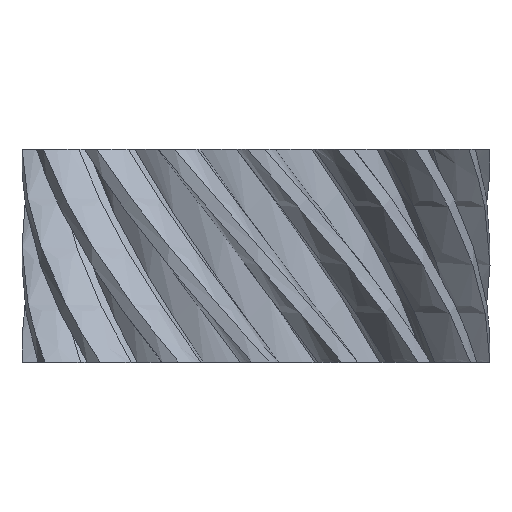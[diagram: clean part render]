
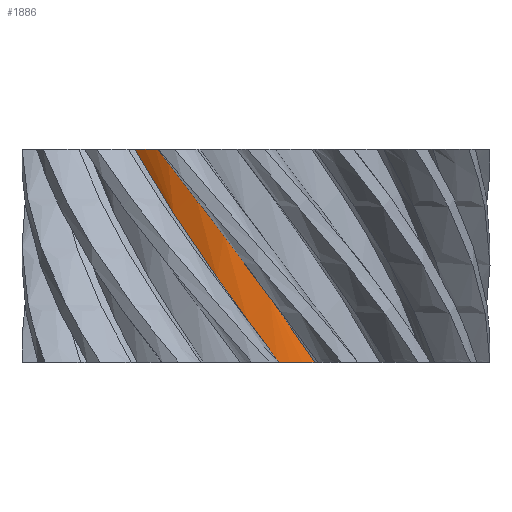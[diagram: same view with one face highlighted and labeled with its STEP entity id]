
A CAD part, top view. The second image highlights one B-rep face of the part: STEP entity #1886.
In plain terms, the highlighted cylindrical face has radius 8.943 mm (diameter 17.887 mm), a partial arc.
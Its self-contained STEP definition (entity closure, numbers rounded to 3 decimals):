
#108=CYLINDRICAL_SURFACE('',#1987,8.943);
#128=CIRCLE('',#1945,8.943);
#148=CIRCLE('',#1967,8.943);
#230=FACE_OUTER_BOUND('',#340,.T.);
#340=EDGE_LOOP('',(#1662,#1663,#1664,#1665));
#596=B_SPLINE_CURVE_WITH_KNOTS('',3,(#6420,#6421,#6422,#6423,#6424,#6425,
#6426,#6427),.UNSPECIFIED.,.F.,.F.,(4,2,2,4),(0.,0.306,
0.77,1.233),.UNSPECIFIED.);
#601=B_SPLINE_CURVE_WITH_KNOTS('',3,(#6693,#6694,#6695,#6696,#6697,#6698,
#6699,#6700),.UNSPECIFIED.,.F.,.F.,(4,2,2,4),(0.,0.306,
0.77,1.233),.UNSPECIFIED.);
#710=VERTEX_POINT('',#2440);
#711=VERTEX_POINT('',#2448);
#825=VERTEX_POINT('',#3242);
#826=VERTEX_POINT('',#3250);
#925=EDGE_CURVE('',#710,#711,#128,.F.);
#1041=EDGE_CURVE('',#826,#825,#148,.F.);
#1140=EDGE_CURVE('',#825,#711,#596,.T.);
#1145=EDGE_CURVE('',#710,#826,#601,.T.);
#1662=ORIENTED_EDGE('',*,*,#1140,.T.);
#1663=ORIENTED_EDGE('',*,*,#925,.F.);
#1664=ORIENTED_EDGE('',*,*,#1145,.T.);
#1665=ORIENTED_EDGE('',*,*,#1041,.T.);
#1886=ADVANCED_FACE('',(#230),#108,.T.);
#1945=AXIS2_PLACEMENT_3D('',#2449,#2047,#2048);
#1967=AXIS2_PLACEMENT_3D('',#3251,#2092,#2093);
#1987=AXIS2_PLACEMENT_3D('',#6692,#2133,#2134);
#2047=DIRECTION('center_axis',(0.,1.,0.));
#2048=DIRECTION('ref_axis',(1.,0.,0.));
#2092=DIRECTION('center_axis',(0.,1.,0.));
#2093=DIRECTION('ref_axis',(1.,0.,0.));
#2133=DIRECTION('center_axis',(0.,-1.,0.));
#2134=DIRECTION('ref_axis',(1.,0.,0.));
#2440=CARTESIAN_POINT('',(125.763,60.,35.956));
#2448=CARTESIAN_POINT('',(124.001,60.,36.34));
#2449=CARTESIAN_POINT('Origin',(122.989,60.,27.454));
#3242=CARTESIAN_POINT('',(117.295,70.,34.351));
#3250=CARTESIAN_POINT('',(118.795,70.,35.353));
#3251=CARTESIAN_POINT('Origin',(122.989,70.,27.454));
#6420=CARTESIAN_POINT('Ctrl Pts',(117.295,70.,34.351));
#6421=CARTESIAN_POINT('Ctrl Pts',(117.755,69.171,34.731));
#6422=CARTESIAN_POINT('Ctrl Pts',(118.251,68.343,35.063));
#6423=CARTESIAN_POINT('Ctrl Pts',(119.572,66.259,35.768));
#6424=CARTESIAN_POINT('Ctrl Pts',(120.427,65.012,36.07));
#6425=CARTESIAN_POINT('Ctrl Pts',(122.199,62.502,36.408));
#6426=CARTESIAN_POINT('Ctrl Pts',(123.105,61.255,36.442));
#6427=CARTESIAN_POINT('Ctrl Pts',(124.001,60.,36.34));
#6692=CARTESIAN_POINT('Origin',(122.989,70.,27.454));
#6693=CARTESIAN_POINT('Ctrl Pts',(125.763,60.,35.956));
#6694=CARTESIAN_POINT('Ctrl Pts',(125.197,60.829,36.141));
#6695=CARTESIAN_POINT('Ctrl Pts',(124.613,61.657,36.269));
#6696=CARTESIAN_POINT('Ctrl Pts',(123.126,63.741,36.442));
#6697=CARTESIAN_POINT('Ctrl Pts',(122.219,64.988,36.41));
#6698=CARTESIAN_POINT('Ctrl Pts',(120.447,67.498,36.076));
#6699=CARTESIAN_POINT('Ctrl Pts',(119.592,68.745,35.776));
#6700=CARTESIAN_POINT('Ctrl Pts',(118.795,70.,35.353));
